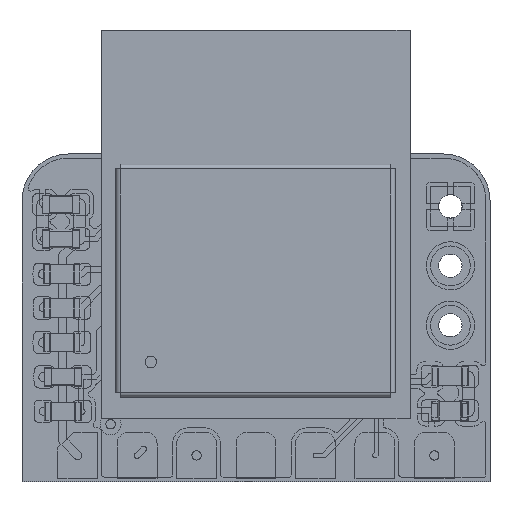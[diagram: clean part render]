
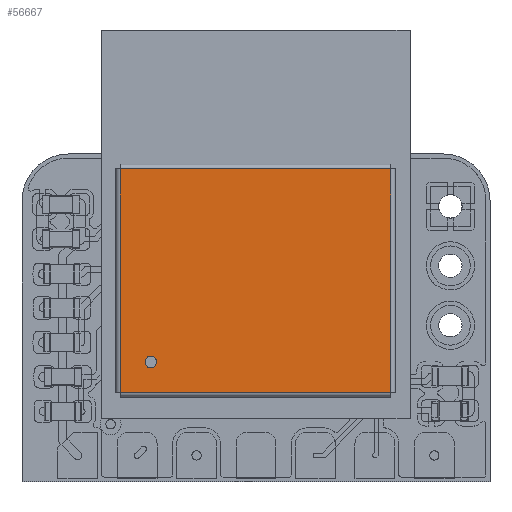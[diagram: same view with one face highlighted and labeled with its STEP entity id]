
A CAD part, top view. The second image highlights one B-rep face of the part: STEP entity #56667.
In plain terms, the highlighted face is planar.
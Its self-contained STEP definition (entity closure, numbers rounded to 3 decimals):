
#56208 = VERTEX_POINT('',#56209);
#56209 = CARTESIAN_POINT('',(-4.475,1.6,3.725));
#56215 = EDGE_CURVE('',#56216,#56208,#56218,.T.);
#56216 = VERTEX_POINT('',#56217);
#56217 = CARTESIAN_POINT('',(-4.475,1.6,3.225));
#56218 = CIRCLE('',#56219,0.25);
#56219 = AXIS2_PLACEMENT_3D('',#56220,#56221,#56222);
#56220 = CARTESIAN_POINT('',(-4.475,1.6,3.475));
#56221 = DIRECTION('',(0.,1.,0.));
#56222 = DIRECTION('',(0.,-0.,1.));
#56667 = ADVANCED_FACE('',(#56668,#56702),#56712,.T.);
#56668 = FACE_BOUND('',#56669,.T.);
#56669 = EDGE_LOOP('',(#56670,#56680,#56688,#56696));
#56670 = ORIENTED_EDGE('',*,*,#56671,.T.);
#56671 = EDGE_CURVE('',#56672,#56674,#56676,.T.);
#56672 = VERTEX_POINT('',#56673);
#56673 = CARTESIAN_POINT('',(5.775,1.6,-4.775));
#56674 = VERTEX_POINT('',#56675);
#56675 = CARTESIAN_POINT('',(-5.775,1.6,-4.775));
#56676 = LINE('',#56677,#56678);
#56677 = CARTESIAN_POINT('',(-5.975,1.6,-4.775));
#56678 = VECTOR('',#56679,1.);
#56679 = DIRECTION('',(-1.,0.,0.));
#56680 = ORIENTED_EDGE('',*,*,#56681,.T.);
#56681 = EDGE_CURVE('',#56674,#56682,#56684,.T.);
#56682 = VERTEX_POINT('',#56683);
#56683 = CARTESIAN_POINT('',(-5.775,1.6,4.775));
#56684 = LINE('',#56685,#56686);
#56685 = CARTESIAN_POINT('',(-5.775,1.6,4.975));
#56686 = VECTOR('',#56687,1.);
#56687 = DIRECTION('',(0.,0.,1.));
#56688 = ORIENTED_EDGE('',*,*,#56689,.T.);
#56689 = EDGE_CURVE('',#56682,#56690,#56692,.T.);
#56690 = VERTEX_POINT('',#56691);
#56691 = CARTESIAN_POINT('',(5.775,1.6,4.775));
#56692 = LINE('',#56693,#56694);
#56693 = CARTESIAN_POINT('',(5.975,1.6,4.775));
#56694 = VECTOR('',#56695,1.);
#56695 = DIRECTION('',(1.,0.,0.));
#56696 = ORIENTED_EDGE('',*,*,#56697,.T.);
#56697 = EDGE_CURVE('',#56690,#56672,#56698,.T.);
#56698 = LINE('',#56699,#56700);
#56699 = CARTESIAN_POINT('',(5.775,1.6,-4.975));
#56700 = VECTOR('',#56701,1.);
#56701 = DIRECTION('',(0.,0.,-1.));
#56702 = FACE_BOUND('',#56703,.T.);
#56703 = EDGE_LOOP('',(#56704,#56711));
#56704 = ORIENTED_EDGE('',*,*,#56705,.F.);
#56705 = EDGE_CURVE('',#56208,#56216,#56706,.T.);
#56706 = CIRCLE('',#56707,0.25);
#56707 = AXIS2_PLACEMENT_3D('',#56708,#56709,#56710);
#56708 = CARTESIAN_POINT('',(-4.475,1.6,3.475));
#56709 = DIRECTION('',(0.,1.,0.));
#56710 = DIRECTION('',(0.,-0.,1.));
#56711 = ORIENTED_EDGE('',*,*,#56215,.F.);
#56712 = PLANE('',#56713);
#56713 = AXIS2_PLACEMENT_3D('',#56714,#56715,#56716);
#56714 = CARTESIAN_POINT('',(0.,1.6,0.));
#56715 = DIRECTION('',(-0.,1.,0.));
#56716 = DIRECTION('',(1.,0.,0.));
